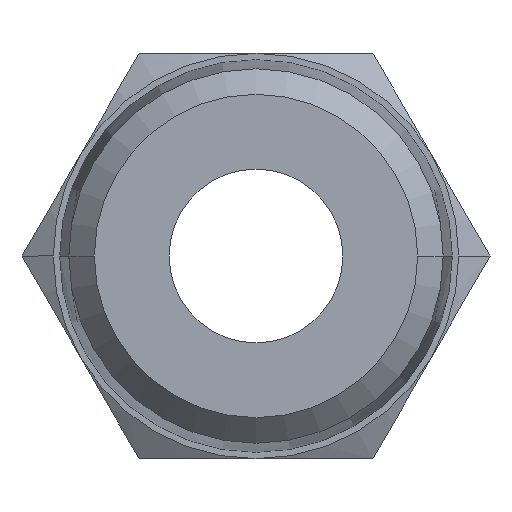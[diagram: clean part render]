
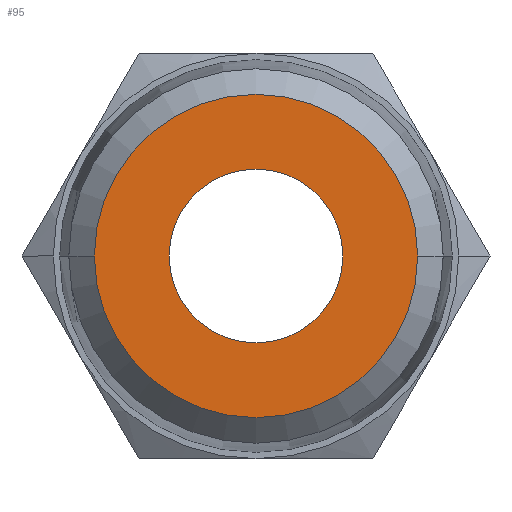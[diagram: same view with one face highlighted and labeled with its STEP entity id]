
A CAD part, front view. The second image highlights one B-rep face of the part: STEP entity #95.
In plain terms, the highlighted planar face has unit normal (0, -1, 0).
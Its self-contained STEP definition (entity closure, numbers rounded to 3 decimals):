
#95=ADVANCED_FACE('',(#203,#204),#205,.T.);
#203=FACE_OUTER_BOUND('',#322,.T.);
#204=FACE_BOUND('',#323,.T.);
#205=PLANE('',#324);
#322=EDGE_LOOP('',(#532,#533));
#323=EDGE_LOOP('',(#534,#535));
#324=AXIS2_PLACEMENT_3D('',#536,#537,#538);
#532=ORIENTED_EDGE('',*,*,#768,.T.);
#533=ORIENTED_EDGE('',*,*,#762,.T.);
#534=ORIENTED_EDGE('',*,*,#696,.F.);
#535=ORIENTED_EDGE('',*,*,#722,.F.);
#536=CARTESIAN_POINT('',(0.0,-11.0,0.0));
#537=DIRECTION('',(0.0,-1.0,0.0));
#538=DIRECTION('',(0.0,0.0,-1.0));
#696=EDGE_CURVE('',#818,#813,#820,.T.);
#722=EDGE_CURVE('',#813,#818,#863,.T.);
#762=EDGE_CURVE('',#917,#919,#921,.T.);
#768=EDGE_CURVE('',#919,#917,#927,.T.);
#813=VERTEX_POINT('',#978);
#818=VERTEX_POINT('',#984);
#820=CIRCLE('',#987,3.0);
#863=CIRCLE('',#1088,3.0);
#917=VERTEX_POINT('',#1217);
#919=VERTEX_POINT('',#1220);
#921=CIRCLE('',#1223,5.583);
#927=CIRCLE('',#1239,5.583);
#978=CARTESIAN_POINT('',(3.0,-11.0,0.));
#984=CARTESIAN_POINT('',(-3.0,-11.0,0.0));
#987=AXIS2_PLACEMENT_3D('',#1376,#1377,#1378);
#1088=AXIS2_PLACEMENT_3D('',#1413,#1414,#1415);
#1217=CARTESIAN_POINT('',(5.583,-11.0,0.));
#1220=CARTESIAN_POINT('',(-5.583,-11.0,0.0));
#1223=AXIS2_PLACEMENT_3D('',#1475,#1476,#1477);
#1239=AXIS2_PLACEMENT_3D('',#1479,#1480,#1481);
#1376=CARTESIAN_POINT('',(0.0,-11.0,0.0));
#1377=DIRECTION('',(0.0,-1.0,0.0));
#1378=DIRECTION('',(1.0,0.0,0.0));
#1413=CARTESIAN_POINT('',(0.0,-11.0,0.0));
#1414=DIRECTION('',(0.0,-1.0,0.0));
#1415=DIRECTION('',(1.0,0.0,0.0));
#1475=CARTESIAN_POINT('',(0.0,-11.0,0.0));
#1476=DIRECTION('',(0.0,-1.0,0.0));
#1477=DIRECTION('',(1.0,0.0,0.0));
#1479=CARTESIAN_POINT('',(0.0,-11.0,0.0));
#1480=DIRECTION('',(0.0,-1.0,0.0));
#1481=DIRECTION('',(1.0,0.0,0.0));
